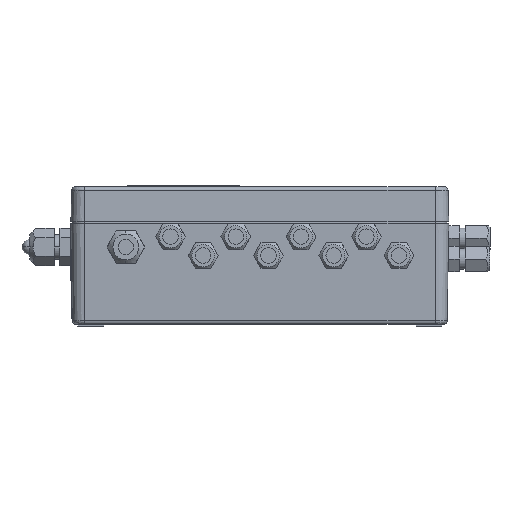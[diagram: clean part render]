
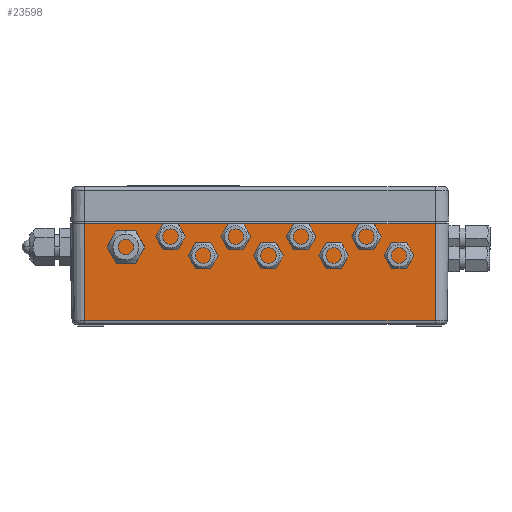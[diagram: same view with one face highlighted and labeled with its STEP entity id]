
A CAD part, front view. The second image highlights one B-rep face of the part: STEP entity #23598.
In plain terms, the highlighted planar face has unit normal (0, -1, -0.017).
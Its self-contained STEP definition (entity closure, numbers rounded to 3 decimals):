
#547 = FACE_OUTER_BOUND ( 'NONE', #1659, .T. ) ;
#1629 = EDGE_CURVE ( 'NONE', #13877, #18470, #17886, .T. ) ;
#1659 = EDGE_LOOP ( 'NONE', ( #5106, #25684, #10353, #6889 ) ) ;
#2685 = VERTEX_POINT ( 'NONE', #15836 ) ;
#3076 = LINE ( 'NONE', #20181, #28500 ) ;
#5106 = ORIENTED_EDGE ( 'NONE', *, *, #22007, .F. ) ;
#6889 = ORIENTED_EDGE ( 'NONE', *, *, #16489, .F. ) ;
#7643 = PLANE ( 'NONE',  #16530 ) ;
#8379 = EDGE_CURVE ( 'NONE', #2685, #13877, #16741, .T. ) ;
#9197 = DIRECTION ( 'NONE',  ( 1., 0., 0. ) ) ;
#10307 = VECTOR ( 'NONE', #9197, 1000. ) ;
#10353 = ORIENTED_EDGE ( 'NONE', *, *, #8379, .F. ) ;
#11888 = CARTESIAN_POINT ( 'NONE',  ( 102., -60., 58.5 ) ) ;
#12557 = DIRECTION ( 'NONE',  ( -1., 0., 0. ) ) ;
#12633 = DIRECTION ( 'NONE',  ( 0., 1., 0.017 ) ) ;
#13877 = VERTEX_POINT ( 'NONE', #11888 ) ;
#14868 = VERTEX_POINT ( 'NONE', #18757 ) ;
#15836 = CARTESIAN_POINT ( 'NONE',  ( -102., -60., 58.5 ) ) ;
#16053 = CARTESIAN_POINT ( 'NONE',  ( 102., -59.034, 1.966 ) ) ;
#16489 = EDGE_CURVE ( 'NONE', #14868, #2685, #3076, .T. ) ;
#16530 = AXIS2_PLACEMENT_3D ( 'NONE', #27362, #12633, #29860 ) ;
#16741 = LINE ( 'NONE', #28850, #10307 ) ;
#17886 = LINE ( 'NONE', #28940, #30354 ) ;
#18470 = VERTEX_POINT ( 'NONE', #16053 ) ;
#18757 = CARTESIAN_POINT ( 'NONE',  ( -102., -59.034, 1.966 ) ) ;
#20181 = CARTESIAN_POINT ( 'NONE',  ( -102., -60., 58.5 ) ) ;
#22007 = EDGE_CURVE ( 'NONE', #18470, #14868, #31250, .T. ) ;
#23598 = ADVANCED_FACE ( 'NONE', ( #547 ), #7643, .F. ) ;
#24580 = VECTOR ( 'NONE', #12557, 1000. ) ;
#25684 = ORIENTED_EDGE ( 'NONE', *, *, #1629, .F. ) ;
#27362 = CARTESIAN_POINT ( 'NONE',  ( 102., -60., 58.5 ) ) ;
#28500 = VECTOR ( 'NONE', #30045, 1000. ) ;
#28850 = CARTESIAN_POINT ( 'NONE',  ( 102., -60., 58.5 ) ) ;
#28940 = CARTESIAN_POINT ( 'NONE',  ( 102., -59.034, 1.966 ) ) ;
#29774 = CARTESIAN_POINT ( 'NONE',  ( 102., -59.034, 1.966 ) ) ;
#29860 = DIRECTION ( 'NONE',  ( 0., -0.017, 1. ) ) ;
#30045 = DIRECTION ( 'NONE',  ( 0., -0.017, 1. ) ) ;
#30354 = VECTOR ( 'NONE', #31019, 1000. ) ;
#31019 = DIRECTION ( 'NONE',  ( 0., 0.017, -1. ) ) ;
#31250 = LINE ( 'NONE', #29774, #24580 ) ;
